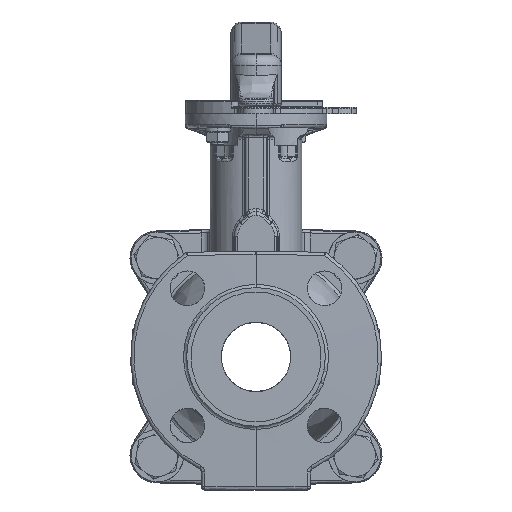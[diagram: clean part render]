
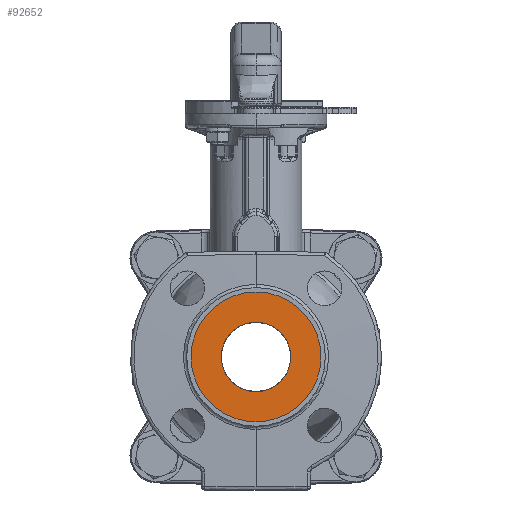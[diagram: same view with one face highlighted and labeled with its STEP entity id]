
A CAD part, left-side view. The second image highlights one B-rep face of the part: STEP entity #92652.
In plain terms, the highlighted planar face has unit normal (-1, 0, 0).
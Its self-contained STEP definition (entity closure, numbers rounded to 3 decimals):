
#77600=CARTESIAN_POINT('',(-69.2,0.,29.75));
#77601=VERTEX_POINT('',#77600);
#77610=CARTESIAN_POINT('',(-69.2,-0.,-29.75));
#77611=VERTEX_POINT('',#77610);
#77612=CARTESIAN_POINT('',(-69.2,0.,0.));
#77613=DIRECTION('',(1.,-0.,-0.));
#77614=DIRECTION('',(0.,0.,1.));
#77615=AXIS2_PLACEMENT_3D('',#77612,#77613,#77614);
#77616=CIRCLE('',#77615,29.75);
#77617=EDGE_CURVE('',#77601,#77611,#77616,.T.);
#77686=CARTESIAN_POINT('',(-69.2,-0.,15.92));
#77687=VERTEX_POINT('',#77686);
#77694=CARTESIAN_POINT('',(-69.2,0.,-15.92));
#77695=VERTEX_POINT('',#77694);
#77696=CARTESIAN_POINT('',(-69.2,0.,0.));
#77697=DIRECTION('',(-1.,-0.,0.));
#77698=DIRECTION('',(0.,0.,1.));
#77699=AXIS2_PLACEMENT_3D('',#77696,#77697,#77698);
#77700=CIRCLE('',#77699,15.92);
#77701=EDGE_CURVE('',#77687,#77695,#77700,.T.);
#92581=CARTESIAN_POINT('',(-69.2,0.,0.));
#92582=DIRECTION('',(1.,-0.,-0.));
#92583=DIRECTION('',(0.,0.,1.));
#92584=AXIS2_PLACEMENT_3D('',#92581,#92582,#92583);
#92585=CIRCLE('',#92584,29.75);
#92586=EDGE_CURVE('',#77611,#77601,#92585,.T.);
#92629=CARTESIAN_POINT('',(-69.2,0.,0.));
#92630=DIRECTION('',(-1.,-0.,0.));
#92631=DIRECTION('',(0.,0.,1.));
#92632=AXIS2_PLACEMENT_3D('',#92629,#92630,#92631);
#92633=CIRCLE('',#92632,15.92);
#92634=EDGE_CURVE('',#77695,#77687,#92633,.T.);
#92639=CARTESIAN_POINT('',(-69.2,0.,40.));
#92640=DIRECTION('',(1.,0.,0.));
#92641=DIRECTION('',(0.,0.,-1.));
#92642=AXIS2_PLACEMENT_3D('',#92639,#92640,#92641);
#92643=PLANE('',#92642);
#92644=ORIENTED_EDGE('',*,*,#77617,.F.);
#92645=ORIENTED_EDGE('',*,*,#92586,.F.);
#92646=EDGE_LOOP('',(#92644,#92645));
#92647=FACE_BOUND('',#92646,.T.);
#92648=ORIENTED_EDGE('',*,*,#77701,.F.);
#92649=ORIENTED_EDGE('',*,*,#92634,.F.);
#92650=EDGE_LOOP('',(#92648,#92649));
#92651=FACE_BOUND('',#92650,.T.);
#92652=ADVANCED_FACE('',(#92647,#92651),#92643,.F.);
